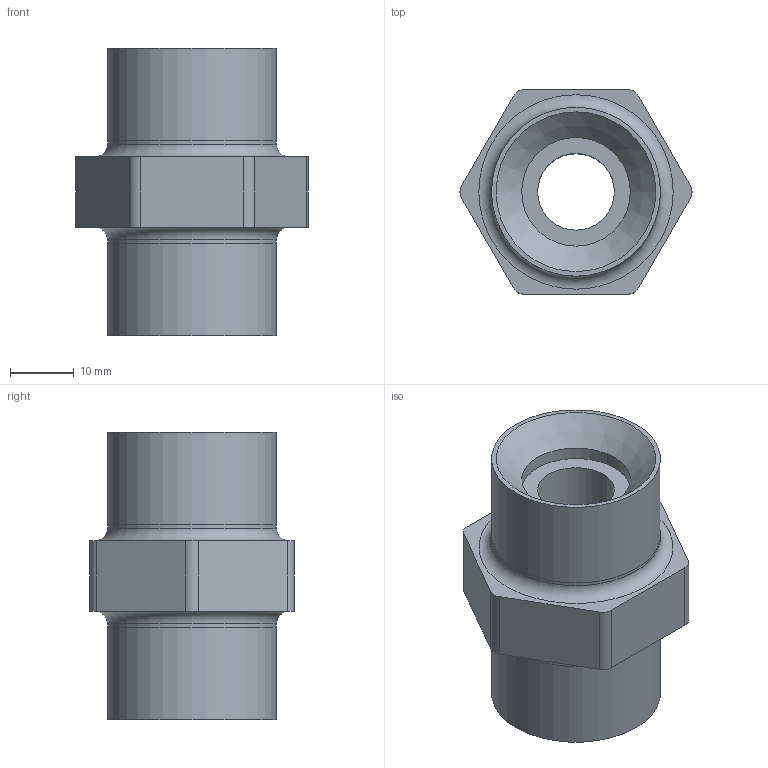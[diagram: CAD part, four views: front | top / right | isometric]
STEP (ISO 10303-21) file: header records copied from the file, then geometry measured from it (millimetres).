
FILE_DESCRIPTION(/* description */ ('Unknown'),/* implementation_level */ '2;1');
FILE_NAME(/* name */ 'V0624',/* time_stamp */ '2018-04-26T13:30:26+02:00',/* author */ ('Unknown'),/* organization */ ('Unknown'),/* preprocessor_version */ 'ST-DEVELOPER v16',/* originating_system */ 'DEX',/* authorisation */ $);
FILE_SCHEMA (('AUTOMOTIVE_DESIGN {1 0 10303 214 3 1 1}'));
Length unit declared in the file: millimetre
Products named in the file (1): V0624
Bounding box: 36.33 x 32 x 45 mm (x, y, z)
Volume: 20885 mm3; surface area: 7143 mm2
Topology: 1 solids, 1 shells, 29 faces, 69 edges, 46 vertices
Faces by surface type: cylinder 13, plane 12, cone 2, torus 2
Full cylindrical faces by diameter (mm): 12 x1, 17 x2, 26.441 x4
Entity records: 973 total; most frequent: DIRECTION 140, CARTESIAN_POINT 122, ORIENTED_EDGE 104, AXIS2_PLACEMENT_3D 58, EDGE_CURVE 52, EDGE_LOOP 46, FACE_BOUND 46, VERTEX_POINT 40
